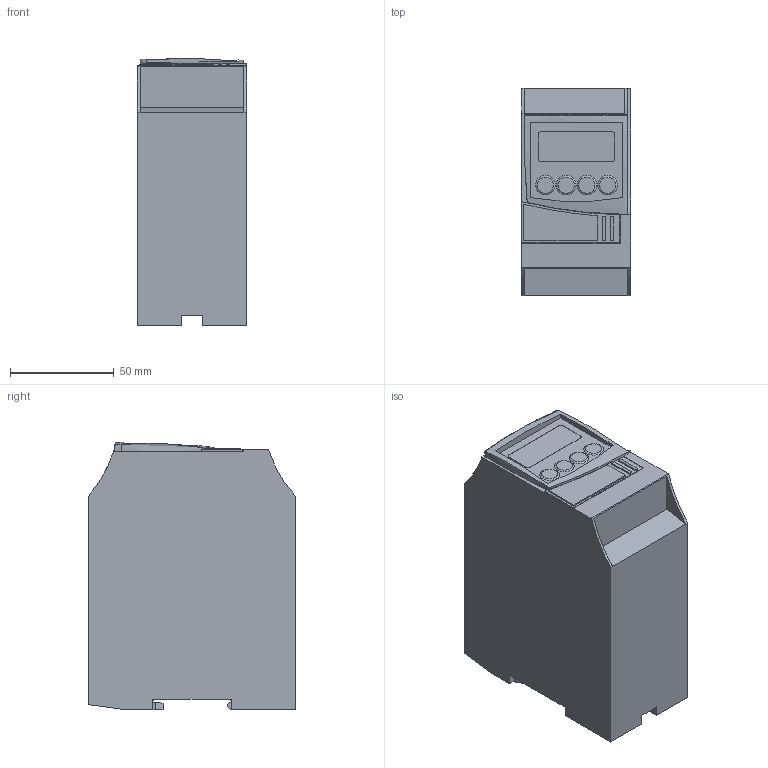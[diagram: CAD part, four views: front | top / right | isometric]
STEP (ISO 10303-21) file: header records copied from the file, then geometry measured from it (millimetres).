
FILE_DESCRIPTION (( 'STEP AP214' ), '1' );
FILE_NAME ('CFW100A01P6S120G2.STEP', '2019-10-07T12:14:52', ( '' ), ( '' ), 'SwSTEP 2.0', 'SolidWorks 2017', '' );
FILE_SCHEMA (( 'AUTOMOTIVE_DESIGN' ));
Length unit declared in the file: inch
Products named in the file (1): CFW100A01P6S120G2
Bounding box: 52.64 x 100 x 129.05 mm (x, y, z)
Volume: 620004.9 mm3; surface area: 50206.1 mm2
Topology: 1 solids, 1 shells, 120 faces, 316 edges, 208 vertices
Faces by surface type: plane 92, cylinder 18, cone 8, bspline 2
Entity records: 3855 total; most frequent: CARTESIAN_POINT 827, ORIENTED_EDGE 632, DIRECTION 591, EDGE_CURVE 316, VECTOR 253, LINE 253, VERTEX_POINT 208, AXIS2_PLACEMENT_3D 169
